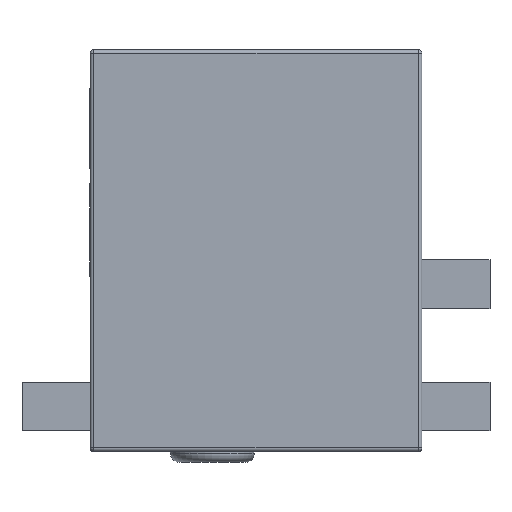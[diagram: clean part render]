
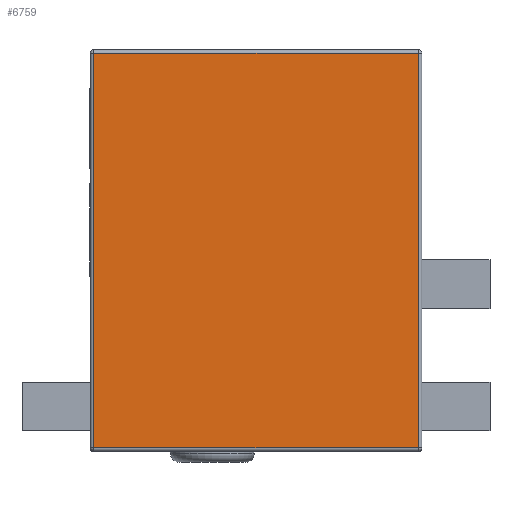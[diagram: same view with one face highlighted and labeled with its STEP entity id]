
A CAD part, top view. The second image highlights one B-rep face of the part: STEP entity #6759.
In plain terms, the highlighted planar face has unit normal (0, 0, 1).
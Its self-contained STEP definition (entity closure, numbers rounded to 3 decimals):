
#562=FACE_OUTER_BOUND('',#969,.T.);
#969=EDGE_LOOP('',(#4788,#4789,#4790,#4791));
#1537=LINE('',#10110,#2237);
#1538=LINE('',#10112,#2238);
#1539=LINE('',#10114,#2239);
#1540=LINE('',#10115,#2240);
#2237=VECTOR('',#7979,1.);
#2238=VECTOR('',#7980,1.);
#2239=VECTOR('',#7981,1.);
#2240=VECTOR('',#7982,1.);
#3030=VERTEX_POINT('',#10108);
#3031=VERTEX_POINT('',#10109);
#3032=VERTEX_POINT('',#10111);
#3033=VERTEX_POINT('',#10113);
#3710=EDGE_CURVE('',#3030,#3031,#1537,.T.);
#3711=EDGE_CURVE('',#3031,#3032,#1538,.T.);
#3712=EDGE_CURVE('',#3032,#3033,#1539,.T.);
#3713=EDGE_CURVE('',#3033,#3030,#1540,.T.);
#4788=ORIENTED_EDGE('',*,*,#3710,.T.);
#4789=ORIENTED_EDGE('',*,*,#3711,.T.);
#4790=ORIENTED_EDGE('',*,*,#3712,.T.);
#4791=ORIENTED_EDGE('',*,*,#3713,.T.);
#6411=PLANE('',#7226);
#6759=ADVANCED_FACE('',(#562),#6411,.F.);
#7226=AXIS2_PLACEMENT_3D('',#10107,#7977,#7978);
#7977=DIRECTION('center_axis',(0.,0.,-1.));
#7978=DIRECTION('ref_axis',(1.,0.,0.));
#7979=DIRECTION('',(1.,0.,0.));
#7980=DIRECTION('',(0.,1.,0.));
#7981=DIRECTION('',(-1.,0.,0.));
#7982=DIRECTION('',(0.,-1.,0.));
#10107=CARTESIAN_POINT('Origin',(4.75,-3.05,7.));
#10108=CARTESIAN_POINT('',(-4.65,-2.95,7.));
#10109=CARTESIAN_POINT('',(4.65,-2.95,7.));
#10110=CARTESIAN_POINT('',(4.75,-2.95,7.));
#10111=CARTESIAN_POINT('',(4.65,8.35,7.));
#10112=CARTESIAN_POINT('',(4.65,-3.05,7.));
#10113=CARTESIAN_POINT('',(-4.65,8.35,7.));
#10114=CARTESIAN_POINT('',(4.75,8.35,7.));
#10115=CARTESIAN_POINT('',(-4.65,-3.05,7.));
